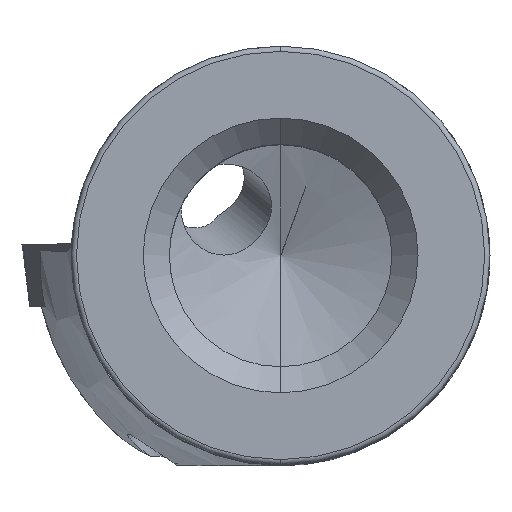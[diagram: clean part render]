
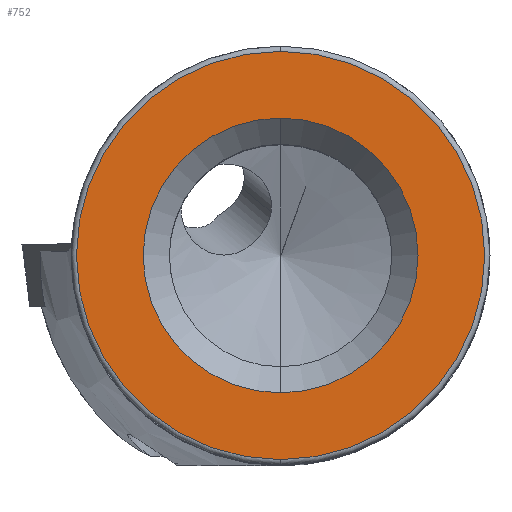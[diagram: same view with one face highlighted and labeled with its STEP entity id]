
A CAD part, top view. The second image highlights one B-rep face of the part: STEP entity #752.
In plain terms, the highlighted planar face has unit normal (0, 0, 1).
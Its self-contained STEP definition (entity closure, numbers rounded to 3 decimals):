
#752=ADVANCED_FACE('NONE',(#2138,#2139),#2140,.T.);
#834=VERTEX_POINT('NONE',#2232);
#1084=VERTEX_POINT('NONE',#2506);
#1370=VERTEX_POINT('NONE',#2821);
#1444=EDGE_CURVE('NONE',#1370,#1896,#2903,.T.);
#1738=EDGE_CURVE('NONE',#834,#1084,#3228,.T.);
#1744=EDGE_CURVE('NONE',#1084,#834,#3234,.T.);
#1864=EDGE_CURVE('NONE',#1896,#1370,#3364,.T.);
#1896=VERTEX_POINT('NONE',#3402);
#2138=FACE_OUTER_BOUND('',#3682,.T.);
#2139=FACE_BOUND('',#3683,.T.);
#2140=PLANE('',#3684);
#2232=CARTESIAN_POINT('',(0.,5.25,0.));
#2506=CARTESIAN_POINT('',(0.0,-5.25,0.0));
#2821=CARTESIAN_POINT('',(0.0,-7.8,0.0));
#2903=CIRCLE('',#5362,7.8);
#3228=CIRCLE('',#5843,5.25);
#3234=CIRCLE('',#5851,5.25);
#3364=CIRCLE('',#6063,7.8);
#3402=CARTESIAN_POINT('',(0.,7.8,0.));
#3682=EDGE_LOOP('',(#6480,#6481));
#3683=EDGE_LOOP('',(#6482,#6483));
#3684=AXIS2_PLACEMENT_3D('',#6484,#6485,#6486);
#5362=AXIS2_PLACEMENT_3D('',#7376,#7377,#7378);
#5843=AXIS2_PLACEMENT_3D('',#7779,#7780,#7781);
#5851=AXIS2_PLACEMENT_3D('',#7785,#7786,#7787);
#6063=AXIS2_PLACEMENT_3D('',#7915,#7916,#7917);
#6480=ORIENTED_EDGE('',*,*,#1444,.T.);
#6481=ORIENTED_EDGE('',*,*,#1864,.T.);
#6482=ORIENTED_EDGE('',*,*,#1744,.T.);
#6483=ORIENTED_EDGE('',*,*,#1738,.T.);
#6484=CARTESIAN_POINT('',(0.0,0.0,0.0));
#6485=DIRECTION('',(0.,0.0,1.0));
#6486=DIRECTION('',(0.0,-1.0,0.0));
#7376=CARTESIAN_POINT('',(0.0,0.0,0.0));
#7377=DIRECTION('',(0.,0.0,1.0));
#7378=DIRECTION('',(0.0,-1.0,0.0));
#7779=CARTESIAN_POINT('',(0.0,0.0,0.0));
#7780=DIRECTION('',(0.,-0.0,-1.0));
#7781=DIRECTION('',(0.0,-1.0,0.0));
#7785=CARTESIAN_POINT('',(0.0,0.0,0.0));
#7786=DIRECTION('',(0.,-0.0,-1.0));
#7787=DIRECTION('',(0.0,-1.0,0.0));
#7915=CARTESIAN_POINT('',(0.0,0.0,0.0));
#7916=DIRECTION('',(0.,0.0,1.0));
#7917=DIRECTION('',(0.0,-1.0,0.0));
